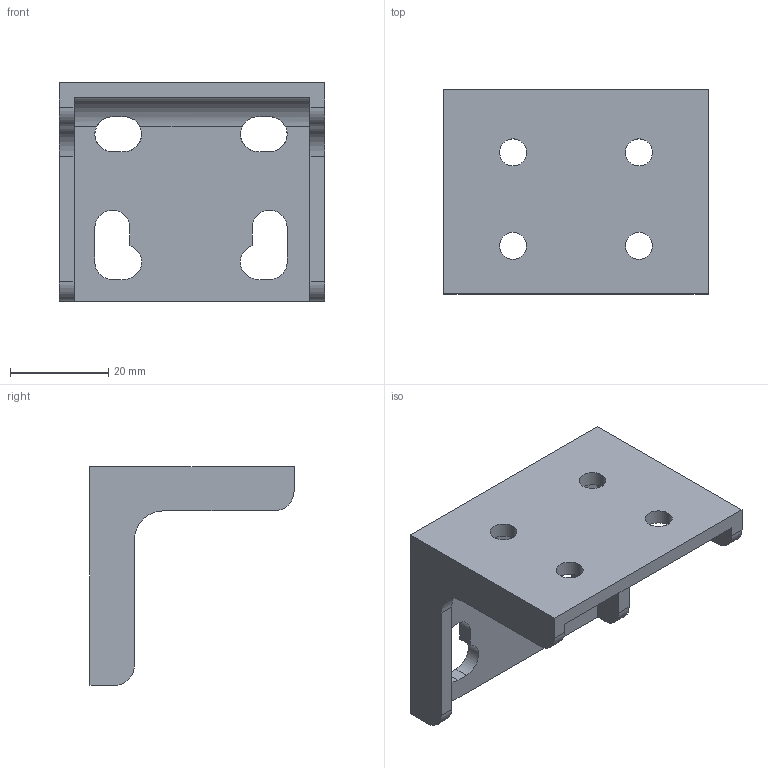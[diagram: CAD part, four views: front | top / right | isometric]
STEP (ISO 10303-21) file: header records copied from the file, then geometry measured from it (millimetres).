
FILE_DESCRIPTION( ( '' ), '1' );
FILE_NAME( 'K0098.04.stp', '2012-10-30T11:28:24', ( '' ), ( '' ), ' ', ' ', ' ' );
FILE_SCHEMA( ( 'CONFIG_CONTROL_DESIGN' ) );
Length unit declared in the file: millimetre
Products named in the file (1): 1
Bounding box: 54 x 41.5 x 44.5 mm (x, y, z)
Volume: 15236.1 mm3; surface area: 11171.6 mm2
Topology: 1 solids, 1 shells, 49 faces, 147 edges, 98 vertices
Faces by surface type: cylinder 25, plane 24
Entity records: 1807 total; most frequent: CARTESIAN_POINT 363, ORIENTED_EDGE 294, DIRECTION 293, EDGE_CURVE 147, AXIS2_PLACEMENT_3D 100, VERTEX_POINT 98, LINE 93, VECTOR 93
